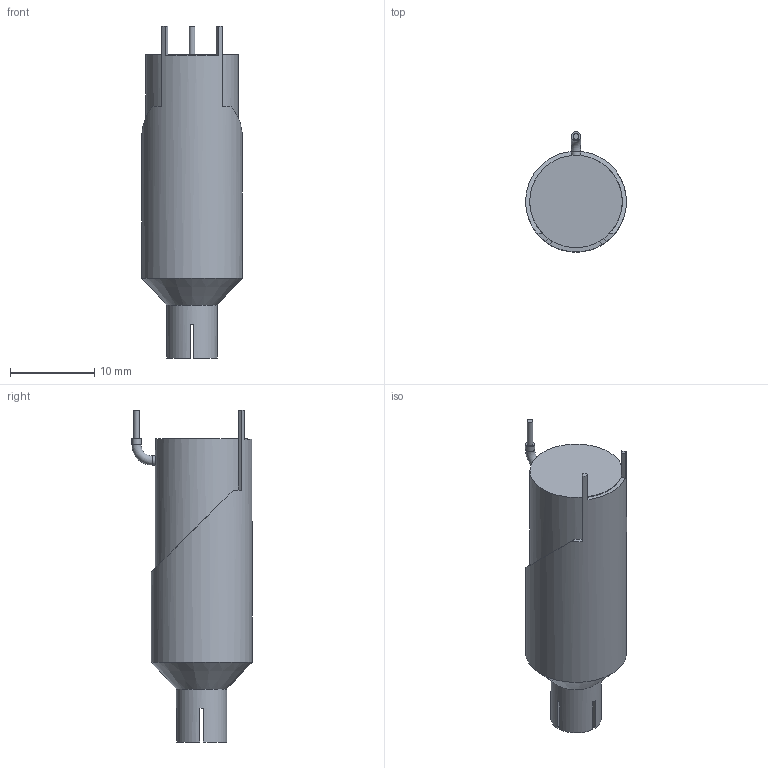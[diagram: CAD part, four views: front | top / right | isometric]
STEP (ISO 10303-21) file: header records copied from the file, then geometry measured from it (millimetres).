
FILE_DESCRIPTION( ( 'Caiman rev15' ), '1' );
FILE_NAME( '890-700-006.STEP', 'Unknown', ( 'PP' ), ( 'PMK Mess- und Kommunikationstechnik GmbH' ), 'PSStep 17.0.49', 'SE', ' ' );
FILE_SCHEMA( ( 'AUTOMOTIVE_DESIGN { 1 0 10303 214 1 1 1 1 }' ) );
Length unit declared in the file: millimetre
Products named in the file (1): 890-700-006
Bounding box: 12 x 14.3 x 39.5 mm (x, y, z)
Volume: 2815.2 mm3; surface area: 1838.6 mm2
Topology: 1 solids, 1 shells, 55 faces, 141 edges, 92 vertices
Faces by surface type: plane 33, cylinder 13, cone 8, torus 1
Full cylindrical faces by diameter (mm): 0.7 x1, 1.1 x2, 1.295 x1, 2.9 x1, 5 x2, 6 x1, 12 x1
Entity records: 2011 total; most frequent: DIRECTION 289, CARTESIAN_POINT 275, ORIENTED_EDGE 236, EDGE_CURVE 118, AXIS2_PLACEMENT_3D 116, VERTEX_POINT 84, EDGE_LOOP 73, FACE_OUTER_BOUND 65
